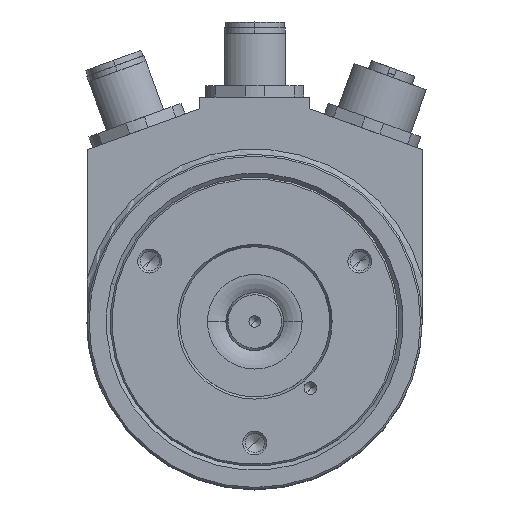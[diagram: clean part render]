
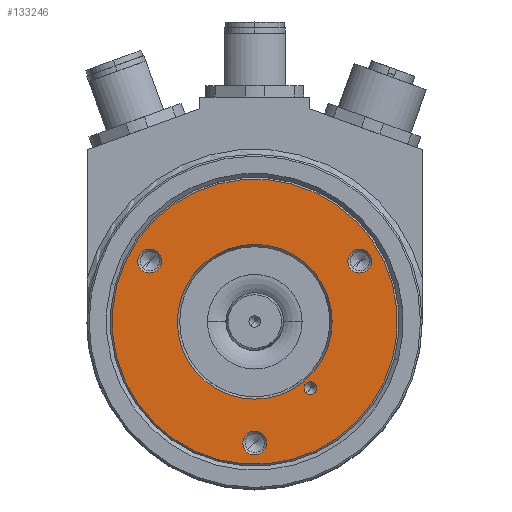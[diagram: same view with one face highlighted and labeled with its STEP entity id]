
A CAD part, top view. The second image highlights one B-rep face of the part: STEP entity #133246.
In plain terms, the highlighted planar face has unit normal (0, 0, 1).
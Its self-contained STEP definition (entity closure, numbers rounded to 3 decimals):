
#11029=CARTESIAN_POINT('',(0.,0.,25.5));
#11030=DIRECTION('',(0.,0.,-1.));
#11031=DIRECTION('',(-0.966,0.259,0.));
#11032=AXIS2_PLACEMENT_3D('',#11029,#11030,#11031);
#11034=CARTESIAN_POINT('',(0.,0.,25.5));
#11035=DIRECTION('',(0.,0.,-1.));
#11036=DIRECTION('',(0.966,-0.259,0.));
#11037=AXIS2_PLACEMENT_3D('',#11034,#11035,#11036);
#11039=CARTESIAN_POINT('',(0.,0.,25.5));
#11040=DIRECTION('',(0.,0.,1.));
#11041=DIRECTION('',(0.766,0.643,0.));
#11042=AXIS2_PLACEMENT_3D('',#11039,#11040,#11041);
#11044=CARTESIAN_POINT('',(0.,0.,25.5));
#11045=DIRECTION('',(0.,0.,1.));
#11046=DIRECTION('',(-0.766,-0.643,0.));
#11047=AXIS2_PLACEMENT_3D('',#11044,#11045,#11046);
#11049=CARTESIAN_POINT('',(9.642,-11.491,25.5));
#11050=DIRECTION('',(0.,0.,1.));
#11051=DIRECTION('',(-0.766,-0.643,0.));
#11052=AXIS2_PLACEMENT_3D('',#11049,#11050,#11051);
#11054=CARTESIAN_POINT('',(9.642,-11.491,25.5));
#11055=DIRECTION('',(0.,0.,1.));
#11056=DIRECTION('',(0.766,0.643,0.));
#11057=AXIS2_PLACEMENT_3D('',#11054,#11055,#11056);
#11059=CARTESIAN_POINT('',(0.,-21.,25.5));
#11060=DIRECTION('',(0.,0.,1.));
#11061=DIRECTION('',(0.766,0.643,0.));
#11062=AXIS2_PLACEMENT_3D('',#11059,#11060,#11061);
#11064=CARTESIAN_POINT('',(0.,-21.,25.5));
#11065=DIRECTION('',(0.,0.,1.));
#11066=DIRECTION('',(-0.766,-0.643,0.));
#11067=AXIS2_PLACEMENT_3D('',#11064,#11065,#11066);
#11069=CARTESIAN_POINT('',(18.187,10.5,25.5));
#11070=DIRECTION('',(0.,0.,1.));
#11071=DIRECTION('',(0.766,0.643,0.));
#11072=AXIS2_PLACEMENT_3D('',#11069,#11070,#11071);
#11074=CARTESIAN_POINT('',(18.187,10.5,25.5));
#11075=DIRECTION('',(0.,0.,1.));
#11076=DIRECTION('',(-0.766,-0.643,0.));
#11077=AXIS2_PLACEMENT_3D('',#11074,#11075,#11076);
#11079=CARTESIAN_POINT('',(-18.187,10.5,25.5));
#11080=DIRECTION('',(0.,0.,1.));
#11081=DIRECTION('',(0.766,0.643,0.));
#11082=AXIS2_PLACEMENT_3D('',#11079,#11080,#11081);
#11084=CARTESIAN_POINT('',(-18.187,10.5,25.5));
#11085=DIRECTION('',(0.,0.,1.));
#11086=DIRECTION('',(-0.766,-0.643,0.));
#11087=AXIS2_PLACEMENT_3D('',#11084,#11085,#11086);
#111057=CARTESIAN_POINT('',(23.858,-6.393,25.5));
#111058=CARTESIAN_POINT('',(-23.858,6.393,25.5));
#111059=VERTEX_POINT('',#111057);
#111060=VERTEX_POINT('',#111058);
#111061=CARTESIAN_POINT('',(10.268,8.616,25.5));
#111062=CARTESIAN_POINT('',(-10.268,-8.616,25.5));
#111063=VERTEX_POINT('',#111061);
#111064=VERTEX_POINT('',#111062);
#111065=CARTESIAN_POINT('',(8.799,-12.198,25.5));
#111066=CARTESIAN_POINT('',(10.484,-10.784,25.5));
#111067=VERTEX_POINT('',#111065);
#111068=VERTEX_POINT('',#111066);
#111069=CARTESIAN_POINT('',(1.58,-19.674,25.5));
#111070=CARTESIAN_POINT('',(-1.58,-22.326,25.5));
#111071=VERTEX_POINT('',#111069);
#111072=VERTEX_POINT('',#111070);
#111073=CARTESIAN_POINT('',(19.767,11.826,25.5));
#111074=CARTESIAN_POINT('',(16.607,9.174,25.5));
#111075=VERTEX_POINT('',#111073);
#111076=VERTEX_POINT('',#111074);
#111077=CARTESIAN_POINT('',(-16.607,11.826,25.5));
#111078=CARTESIAN_POINT('',(-19.767,9.174,25.5));
#111079=VERTEX_POINT('',#111077);
#111080=VERTEX_POINT('',#111078);
#133206=CARTESIAN_POINT('',(0.,0.,25.5));
#133207=DIRECTION('',(0.,0.,1.));
#133208=DIRECTION('',(0.766,0.643,0.));
#133209=AXIS2_PLACEMENT_3D('',#133206,#133207,#133208);
#133210=PLANE('',#133209);
#133212=ORIENTED_EDGE('',*,*,#133211,.T.);
#133213=ORIENTED_EDGE('',*,*,#133196,.T.);
#133214=EDGE_LOOP('',(#133212,#133213));
#133215=FACE_OUTER_BOUND('',#133214,.F.);
#133217=ORIENTED_EDGE('',*,*,#133216,.T.);
#133219=ORIENTED_EDGE('',*,*,#133218,.T.);
#133220=EDGE_LOOP('',(#133217,#133219));
#133221=FACE_BOUND('',#133220,.F.);
#133223=ORIENTED_EDGE('',*,*,#133222,.T.);
#133225=ORIENTED_EDGE('',*,*,#133224,.T.);
#133226=EDGE_LOOP('',(#133223,#133225));
#133227=FACE_BOUND('',#133226,.F.);
#133229=ORIENTED_EDGE('',*,*,#133228,.T.);
#133231=ORIENTED_EDGE('',*,*,#133230,.T.);
#133232=EDGE_LOOP('',(#133229,#133231));
#133233=FACE_BOUND('',#133232,.F.);
#133235=ORIENTED_EDGE('',*,*,#133234,.T.);
#133237=ORIENTED_EDGE('',*,*,#133236,.T.);
#133238=EDGE_LOOP('',(#133235,#133237));
#133239=FACE_BOUND('',#133238,.F.);
#133241=ORIENTED_EDGE('',*,*,#133240,.T.);
#133243=ORIENTED_EDGE('',*,*,#133242,.T.);
#133244=EDGE_LOOP('',(#133241,#133243));
#133245=FACE_BOUND('',#133244,.F.);
#11033=CIRCLE('',#11032,24.7);
#11038=CIRCLE('',#11037,24.7);
#11043=CIRCLE('',#11042,13.404);
#11048=CIRCLE('',#11047,13.404);
#11053=CIRCLE('',#11052,1.1);
#11058=CIRCLE('',#11057,1.1);
#11063=CIRCLE('',#11062,2.063);
#11068=CIRCLE('',#11067,2.063);
#11073=CIRCLE('',#11072,2.063);
#11078=CIRCLE('',#11077,2.063);
#11083=CIRCLE('',#11082,2.063);
#11088=CIRCLE('',#11087,2.063);
#133196=EDGE_CURVE('',#111059,#111060,#11038,.T.);
#133211=EDGE_CURVE('',#111060,#111059,#11033,.T.);
#133216=EDGE_CURVE('',#111063,#111064,#11043,.T.);
#133218=EDGE_CURVE('',#111064,#111063,#11048,.T.);
#133222=EDGE_CURVE('',#111067,#111068,#11053,.T.);
#133224=EDGE_CURVE('',#111068,#111067,#11058,.T.);
#133228=EDGE_CURVE('',#111071,#111072,#11063,.T.);
#133230=EDGE_CURVE('',#111072,#111071,#11068,.T.);
#133234=EDGE_CURVE('',#111075,#111076,#11073,.T.);
#133236=EDGE_CURVE('',#111076,#111075,#11078,.T.);
#133240=EDGE_CURVE('',#111079,#111080,#11083,.T.);
#133242=EDGE_CURVE('',#111080,#111079,#11088,.T.);
#133246=ADVANCED_FACE('',(#133215,#133221,#133227,#133233,#133239,#133245),
#133210,.T.);
